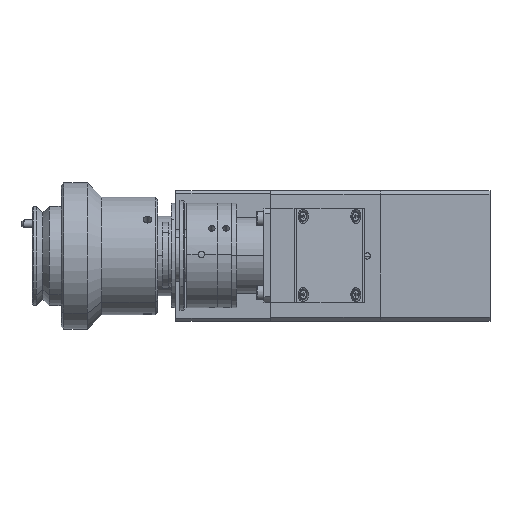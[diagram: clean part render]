
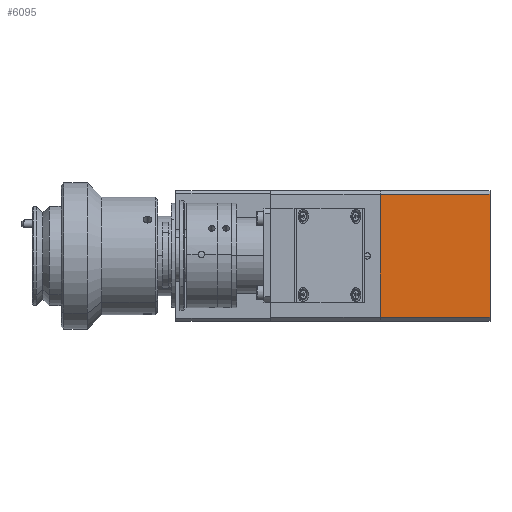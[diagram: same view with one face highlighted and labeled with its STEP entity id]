
A CAD part, top view. The second image highlights one B-rep face of the part: STEP entity #6095.
In plain terms, the highlighted planar face has unit normal (0, 0, 1).
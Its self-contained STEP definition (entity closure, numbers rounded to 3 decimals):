
#940 = CARTESIAN_POINT ( 'NONE',  ( 161.022, -25., 27.212 ) ) ;
#1364 = EDGE_CURVE ( 'NONE', #4875, #5251, #7014, .T. ) ;
#1869 = FACE_OUTER_BOUND ( 'NONE', #14840, .T. ) ;
#4117 = CARTESIAN_POINT ( 'NONE',  ( 203.022, 23.5, 27.212 ) ) ;
#4875 = VERTEX_POINT ( 'NONE', #18062 ) ;
#5251 = VERTEX_POINT ( 'NONE', #5274 ) ;
#5274 = CARTESIAN_POINT ( 'NONE',  ( 161.022, 23.5, 27.212 ) ) ;
#6095 = ADVANCED_FACE ( 'NONE', ( #1869 ), #30661, .F. ) ;
#6118 = CARTESIAN_POINT ( 'NONE',  ( 203.022, -25., 27.212 ) ) ;
#6696 = DIRECTION ( 'NONE',  ( -1., 0., 0. ) ) ;
#7014 = LINE ( 'NONE', #4117, #21337 ) ;
#8152 = EDGE_CURVE ( 'NONE', #4875, #9253, #31091, .T. ) ;
#8277 = CARTESIAN_POINT ( 'NONE',  ( 203.022, -23.5, 27.212 ) ) ;
#8281 = AXIS2_PLACEMENT_3D ( 'NONE', #6118, #24788, #6696 ) ;
#8517 = DIRECTION ( 'NONE',  ( 0., -1., 0. ) ) ;
#9253 = VERTEX_POINT ( 'NONE', #22462 ) ;
#11456 = EDGE_CURVE ( 'NONE', #29665, #9253, #18106, .T. ) ;
#11498 = DIRECTION ( 'NONE',  ( 0., -1., 0. ) ) ;
#11935 = DIRECTION ( 'NONE',  ( -1., 0., 0. ) ) ;
#12027 = ORIENTED_EDGE ( 'NONE', *, *, #11456, .T. ) ;
#12318 = VECTOR ( 'NONE', #8517, 1000. ) ;
#13614 = ORIENTED_EDGE ( 'NONE', *, *, #8152, .F. ) ;
#14317 = ORIENTED_EDGE ( 'NONE', *, *, #21167, .T. ) ;
#14840 = EDGE_LOOP ( 'NONE', ( #14317, #12027, #13614, #15492 ) ) ;
#15492 = ORIENTED_EDGE ( 'NONE', *, *, #1364, .T. ) ;
#16530 = VECTOR ( 'NONE', #30965, 1000. ) ;
#17204 = CARTESIAN_POINT ( 'NONE',  ( 203.022, -25., 27.212 ) ) ;
#18062 = CARTESIAN_POINT ( 'NONE',  ( 203.022, 23.5, 27.212 ) ) ;
#18106 = LINE ( 'NONE', #8277, #16530 ) ;
#20494 = CARTESIAN_POINT ( 'NONE',  ( 161.022, -23.5, 27.212 ) ) ;
#21167 = EDGE_CURVE ( 'NONE', #5251, #29665, #32678, .T. ) ;
#21337 = VECTOR ( 'NONE', #11935, 1000. ) ;
#22462 = CARTESIAN_POINT ( 'NONE',  ( 203.022, -23.5, 27.212 ) ) ;
#24321 = VECTOR ( 'NONE', #11498, 1000. ) ;
#24788 = DIRECTION ( 'NONE',  ( 0., 0., -1. ) ) ;
#29665 = VERTEX_POINT ( 'NONE', #20494 ) ;
#30661 = PLANE ( 'NONE',  #8281 ) ;
#30965 = DIRECTION ( 'NONE',  ( 1., 0., 0. ) ) ;
#31091 = LINE ( 'NONE', #17204, #24321 ) ;
#32678 = LINE ( 'NONE', #940, #12318 ) ;
